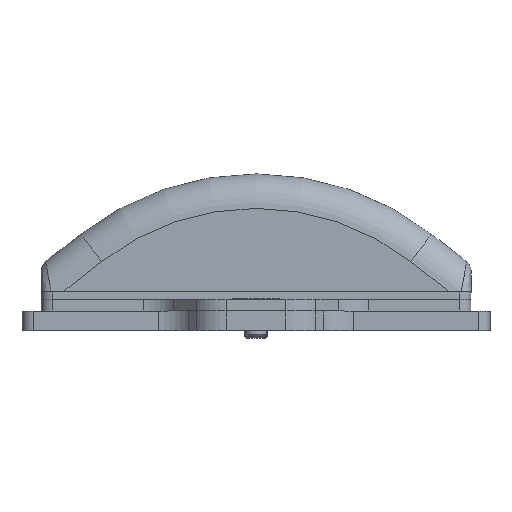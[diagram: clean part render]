
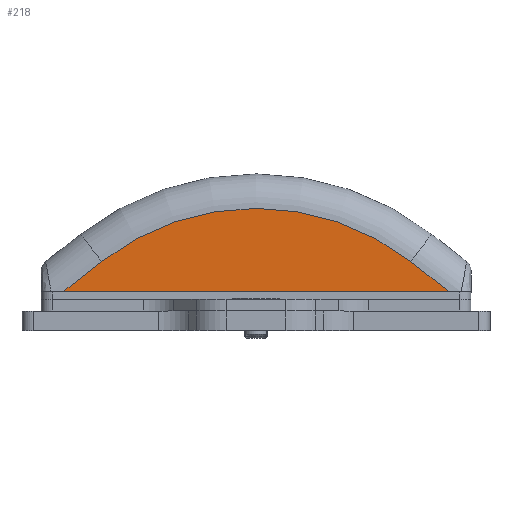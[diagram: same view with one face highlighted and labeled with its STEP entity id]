
A CAD part, top view. The second image highlights one B-rep face of the part: STEP entity #218.
In plain terms, the highlighted planar face has unit normal (0, 0, 1).
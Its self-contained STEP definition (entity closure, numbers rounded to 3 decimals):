
#45 = CIRCLE ( 'NONE', #3091, 65.385 ) ;
#218 = ADVANCED_FACE ( 'NONE', ( #6403 ), #2187, .T. ) ;
#809 = CARTESIAN_POINT ( 'NONE',  ( 40.255, 7.912, 70. ) ) ;
#1202 = VECTOR ( 'NONE', #10597, 1000. ) ;
#1423 = VERTEX_POINT ( 'NONE', #809 ) ;
#1872 = CARTESIAN_POINT ( 'NONE',  ( -50.499, -0.092, 70. ) ) ;
#2153 = DIRECTION ( 'NONE',  ( 0., 0., 1. ) ) ;
#2187 = PLANE ( 'NONE',  #9672 ) ;
#2827 = ORIENTED_EDGE ( 'NONE', *, *, #5893, .T. ) ;
#3091 = AXIS2_PLACEMENT_3D ( 'NONE', #7407, #2153, #9974 ) ;
#3555 = EDGE_LOOP ( 'NONE', ( #10257, #10628, #2827, #5354 ) ) ;
#3762 = DIRECTION ( 'NONE',  ( 0., 0., 1. ) ) ;
#4155 = VERTEX_POINT ( 'NONE', #11096 ) ;
#4170 = VERTEX_POINT ( 'NONE', #10378 ) ;
#4691 = EDGE_CURVE ( 'NONE', #10926, #4170, #10433, .T. ) ;
#4728 = DIRECTION ( 'NONE',  ( 1., 0., 0. ) ) ;
#5137 = DIRECTION ( 'NONE',  ( 1., 0., 0. ) ) ;
#5354 = ORIENTED_EDGE ( 'NONE', *, *, #6730, .T. ) ;
#5584 = VECTOR ( 'NONE', #5137, 1000. ) ;
#5693 = LINE ( 'NONE', #9095, #9748 ) ;
#5821 = LINE ( 'NONE', #1872, #1202 ) ;
#5893 = EDGE_CURVE ( 'NONE', #1423, #4155, #45, .T. ) ;
#6287 = EDGE_CURVE ( 'NONE', #4170, #1423, #5693, .T. ) ;
#6403 = FACE_OUTER_BOUND ( 'NONE', #3555, .T. ) ;
#6730 = EDGE_CURVE ( 'NONE', #4155, #10926, #5821, .T. ) ;
#7302 = CARTESIAN_POINT ( 'NONE',  ( 0., -43.613, 70. ) ) ;
#7407 = CARTESIAN_POINT ( 'NONE',  ( 0., -43.613, 70. ) ) ;
#7496 = DIRECTION ( 'NONE',  ( -0.788, 0.616, 0. ) ) ;
#9095 = CARTESIAN_POINT ( 'NONE',  ( 40.255, 7.912, 70. ) ) ;
#9264 = CARTESIAN_POINT ( 'NONE',  ( -50.382, 0., 70. ) ) ;
#9672 = AXIS2_PLACEMENT_3D ( 'NONE', #7302, #3762, #4728 ) ;
#9748 = VECTOR ( 'NONE', #7496, 1000. ) ;
#9974 = DIRECTION ( 'NONE',  ( 1., 0., 0. ) ) ;
#10257 = ORIENTED_EDGE ( 'NONE', *, *, #4691, .T. ) ;
#10289 = CARTESIAN_POINT ( 'NONE',  ( -56.04, 0., 70. ) ) ;
#10378 = CARTESIAN_POINT ( 'NONE',  ( 50.382, 0., 70. ) ) ;
#10433 = LINE ( 'NONE', #10289, #5584 ) ;
#10597 = DIRECTION ( 'NONE',  ( -0.788, -0.616, 0. ) ) ;
#10628 = ORIENTED_EDGE ( 'NONE', *, *, #6287, .T. ) ;
#10926 = VERTEX_POINT ( 'NONE', #9264 ) ;
#11096 = CARTESIAN_POINT ( 'NONE',  ( -40.255, 7.912, 70. ) ) ;
